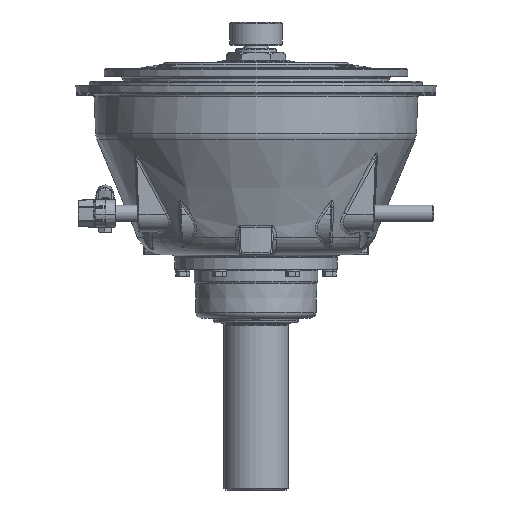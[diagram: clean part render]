
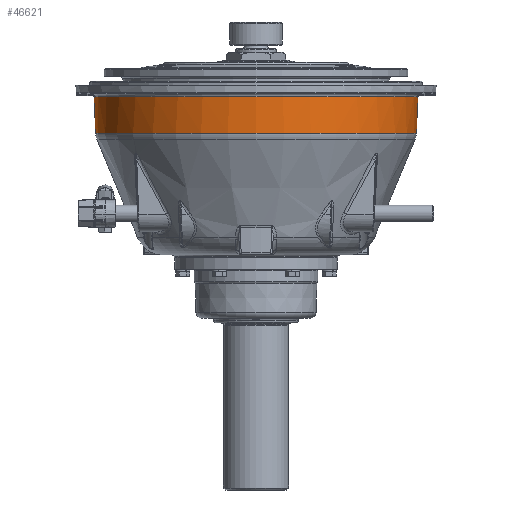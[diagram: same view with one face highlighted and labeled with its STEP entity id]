
A CAD part, front view. The second image highlights one B-rep face of the part: STEP entity #46621.
In plain terms, the highlighted conical face has half-angle 2.082 degrees and reference radius 246.481 mm.
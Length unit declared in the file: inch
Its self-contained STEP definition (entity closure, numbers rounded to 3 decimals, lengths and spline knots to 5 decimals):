
#7744 = B_SPLINE_CURVE_WITH_KNOTS ( 'NONE', 3,
 ( #167841, #167853, #167859, #167861, #167865, #167869, #167873 ),
 .UNSPECIFIED., .F., .F.,
 ( 4, 3, 4 ),
 ( 0., 0.00057, 0.00134 ),
 .UNSPECIFIED. ) ;
#46621 = ADVANCED_FACE ( 'NONE', ( #71090 ), #71097, .T. ) ;
#47048 = CARTESIAN_POINT ( 'NONE',  ( 0., 0., -2.91633 ) ) ;
#47059 = DIRECTION ( 'NONE',  ( 0., 0., 1. ) ) ;
#47061 = DIRECTION ( 'NONE',  ( 1., 0., 0. ) ) ;
#50233 = EDGE_CURVE ( 'NONE', #144826, #144827, #115443, .T. ) ;
#50724 = EDGE_CURVE ( 'NONE', #144826, #128469, #163023, .T. ) ;
#50744 = EDGE_CURVE ( 'NONE', #128497, #128477, #7744, .T. ) ;
#50749 = EDGE_CURVE ( 'NONE', #128477, #128191, #163512, .T. ) ;
#50751 = EDGE_CURVE ( 'NONE', #128461, #128497, #163578, .T. ) ;
#50757 = EDGE_CURVE ( 'NONE', #144827, #128461, #163693, .T. ) ;
#50760 = EDGE_CURVE ( 'NONE', #128191, #128484, #74893, .T. ) ;
#50766 = EDGE_CURVE ( 'NONE', #128484, #128469, #163868, .T. ) ;
#71090 = FACE_OUTER_BOUND ( 'NONE', #153957, .T. ) ;
#71097 = CONICAL_SURFACE ( 'NONE', #80827, 9.70397, 0.036 ) ;
#74893 = B_SPLINE_CURVE_WITH_KNOTS ( 'NONE', 3,
 ( #168394, #168407, #168415, #168418, #168421, #168424, #168426 ),
 .UNSPECIFIED., .F., .F.,
 ( 4, 3, 4 ),
 ( 0., 0.00076, 0.00134 ),
 .UNSPECIFIED. ) ;
#80827 = AXIS2_PLACEMENT_3D ( 'NONE', #151815, #151796, #151792 ) ;
#92161 = AXIS2_PLACEMENT_3D ( 'NONE', #47048, #47059, #47061 ) ;
#109207 = ORIENTED_EDGE ( 'NONE', *, *, #50766, .T. ) ;
#109210 = ORIENTED_EDGE ( 'NONE', *, *, #50760, .T. ) ;
#109213 = ORIENTED_EDGE ( 'NONE', *, *, #50749, .T. ) ;
#109216 = ORIENTED_EDGE ( 'NONE', *, *, #50744, .T. ) ;
#109219 = ORIENTED_EDGE ( 'NONE', *, *, #50751, .T. ) ;
#109222 = ORIENTED_EDGE ( 'NONE', *, *, #50757, .T. ) ;
#109229 = ORIENTED_EDGE ( 'NONE', *, *, #50233, .T. ) ;
#109240 = ORIENTED_EDGE ( 'NONE', *, *, #50724, .F. ) ;
#115443 = CIRCLE ( 'NONE', #92161, 9.70397 ) ;
#116268 = CARTESIAN_POINT ( 'NONE',  ( -9.76964, -0.55097, -0.6831 ) ) ;
#122633 = AXIS2_PLACEMENT_3D ( 'NONE', #167975, #167981, #167983 ) ;
#122640 = AXIS2_PLACEMENT_3D ( 'NONE', #168049, #168056, #168060 ) ;
#122666 = AXIS2_PLACEMENT_3D ( 'NONE', #168518, #168522, #168525 ) ;
#128191 = VERTEX_POINT ( 'NONE', #116268 ) ;
#128461 = VERTEX_POINT ( 'NONE', #142166 ) ;
#128469 = VERTEX_POINT ( 'NONE', #142251 ) ;
#128477 = VERTEX_POINT ( 'NONE', #142298 ) ;
#128484 = VERTEX_POINT ( 'NONE', #142312 ) ;
#128497 = VERTEX_POINT ( 'NONE', #142335 ) ;
#142166 = CARTESIAN_POINT ( 'NONE',  ( 9.78326, 0., -0.73564 ) ) ;
#142251 = CARTESIAN_POINT ( 'NONE',  ( -9.78326, 0., -0.73564 ) ) ;
#142298 = CARTESIAN_POINT ( 'NONE',  ( 9.76964, -0.55097, -0.6831 ) ) ;
#142312 = CARTESIAN_POINT ( 'NONE',  ( -9.76783, -0.54915, -0.73564 ) ) ;
#142335 = CARTESIAN_POINT ( 'NONE',  ( 9.76783, -0.54915, -0.73564 ) ) ;
#144826 = VERTEX_POINT ( 'NONE', #165893 ) ;
#144827 = VERTEX_POINT ( 'NONE', #165895 ) ;
#151792 = DIRECTION ( 'NONE',  ( 1., 0., 0. ) ) ;
#151796 = DIRECTION ( 'NONE',  ( 0., 0., 1. ) ) ;
#151815 = CARTESIAN_POINT ( 'NONE',  ( 0., 0., -2.91633 ) ) ;
#153957 = EDGE_LOOP ( 'NONE', ( #109240, #109229, #109222, #109219, #109216, #109213, #109210, #109207 ) ) ;
#163023 = LINE ( 'NONE', #167243, #163026 ) ;
#163026 = VECTOR ( 'NONE', #167245, 39.37008 ) ;
#163512 = CIRCLE ( 'NONE', #122633, 9.78517 ) ;
#163578 = CIRCLE ( 'NONE', #122640, 9.78326 ) ;
#163693 = LINE ( 'NONE', #168364, #163696 ) ;
#163696 = VECTOR ( 'NONE', #168366, 39.37008 ) ;
#163868 = CIRCLE ( 'NONE', #122666, 9.78326 ) ;
#165893 = CARTESIAN_POINT ( 'NONE',  ( -9.70397, 0., -2.91633 ) ) ;
#165895 = CARTESIAN_POINT ( 'NONE',  ( 9.70397, 0., -2.91633 ) ) ;
#167243 = CARTESIAN_POINT ( 'NONE',  ( -9.70397, 0., -2.91633 ) ) ;
#167245 = DIRECTION ( 'NONE',  ( -0.036, 0., 0.999 ) ) ;
#167841 = CARTESIAN_POINT ( 'NONE',  ( 9.76783, -0.54915, -0.73564 ) ) ;
#167853 = CARTESIAN_POINT ( 'NONE',  ( 9.76809, -0.54941, -0.72814 ) ) ;
#167859 = CARTESIAN_POINT ( 'NONE',  ( 9.76835, -0.54967, -0.72065 ) ) ;
#167861 = CARTESIAN_POINT ( 'NONE',  ( 9.76861, -0.54993, -0.71315 ) ) ;
#167865 = CARTESIAN_POINT ( 'NONE',  ( 9.76895, -0.55027, -0.70314 ) ) ;
#167869 = CARTESIAN_POINT ( 'NONE',  ( 9.7693, -0.55062, -0.69312 ) ) ;
#167873 = CARTESIAN_POINT ( 'NONE',  ( 9.76964, -0.55097, -0.6831 ) ) ;
#167975 = CARTESIAN_POINT ( 'NONE',  ( 0., 0., -0.6831 ) ) ;
#167981 = DIRECTION ( 'NONE',  ( 0., 0., -1. ) ) ;
#167983 = DIRECTION ( 'NONE',  ( 1., 0., 0. ) ) ;
#168049 = CARTESIAN_POINT ( 'NONE',  ( 0., 0., -0.73564 ) ) ;
#168056 = DIRECTION ( 'NONE',  ( 0., 0., -1. ) ) ;
#168060 = DIRECTION ( 'NONE',  ( 1., 0., 0. ) ) ;
#168364 = CARTESIAN_POINT ( 'NONE',  ( 9.70397, 0., -2.91633 ) ) ;
#168366 = DIRECTION ( 'NONE',  ( 0.036, 0., 0.999 ) ) ;
#168394 = CARTESIAN_POINT ( 'NONE',  ( -9.76964, -0.55097, -0.6831 ) ) ;
#168407 = CARTESIAN_POINT ( 'NONE',  ( -9.7693, -0.55062, -0.69312 ) ) ;
#168415 = CARTESIAN_POINT ( 'NONE',  ( -9.76895, -0.55027, -0.70314 ) ) ;
#168418 = CARTESIAN_POINT ( 'NONE',  ( -9.76861, -0.54993, -0.71315 ) ) ;
#168421 = CARTESIAN_POINT ( 'NONE',  ( -9.76835, -0.54967, -0.72065 ) ) ;
#168424 = CARTESIAN_POINT ( 'NONE',  ( -9.76809, -0.54941, -0.72814 ) ) ;
#168426 = CARTESIAN_POINT ( 'NONE',  ( -9.76783, -0.54915, -0.73564 ) ) ;
#168518 = CARTESIAN_POINT ( 'NONE',  ( 0., 0., -0.73564 ) ) ;
#168522 = DIRECTION ( 'NONE',  ( 0., 0., -1. ) ) ;
#168525 = DIRECTION ( 'NONE',  ( -1., 0., 0. ) ) ;
